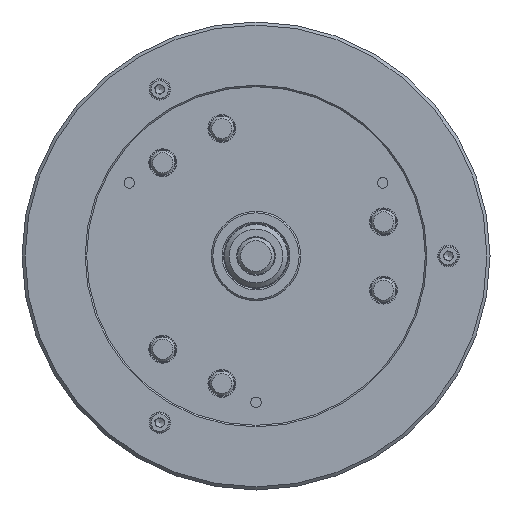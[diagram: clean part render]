
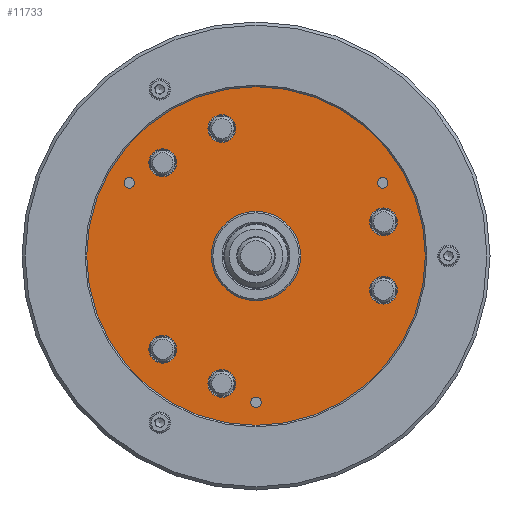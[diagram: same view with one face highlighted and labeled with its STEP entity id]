
A CAD part, left-side view. The second image highlights one B-rep face of the part: STEP entity #11733.
In plain terms, the highlighted planar face has unit normal (-1, 0, 0).
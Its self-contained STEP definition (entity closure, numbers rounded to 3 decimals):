
#148 = DIRECTION ( 'NONE',  ( 0., 0., 1. ) ) ;
#327 = CARTESIAN_POINT ( 'NONE',  ( 5., 82.272, 47.5 ) ) ;
#416 = AXIS2_PLACEMENT_3D ( 'NONE', #13558, #482, #3442 ) ;
#482 = DIRECTION ( 'NONE',  ( -1., 0., 0. ) ) ;
#532 = EDGE_CURVE ( 'NONE', #13003, #13003, #9243, .T. ) ;
#559 = AXIS2_PLACEMENT_3D ( 'NONE', #327, #2400, #10810 ) ;
#702 = VERTEX_POINT ( 'NONE', #6966 ) ;
#774 = CARTESIAN_POINT ( 'NONE',  ( 5., 0., -95. ) ) ;
#791 = EDGE_CURVE ( 'NONE', #7558, #7558, #11977, .T. ) ;
#817 = FACE_BOUND ( 'NONE', #12802, .T. ) ;
#839 = VERTEX_POINT ( 'NONE', #5033 ) ;
#1081 = AXIS2_PLACEMENT_3D ( 'NONE', #6742, #10827, #6048 ) ;
#1277 = CARTESIAN_POINT ( 'NONE',  ( 5., -82.78, 31.181 ) ) ;
#1402 = DIRECTION ( 'NONE',  ( -1., 0., 0. ) ) ;
#1406 = ORIENTED_EDGE ( 'NONE', *, *, #532, .F. ) ;
#1674 = VERTEX_POINT ( 'NONE', #1277 ) ;
#1839 = FACE_OUTER_BOUND ( 'NONE', #12895, .T. ) ;
#2232 = DIRECTION ( 'NONE',  ( 0., 0., 1. ) ) ;
#2295 = CARTESIAN_POINT ( 'NONE',  ( 5., 60.599, -60.599 ) ) ;
#2400 = DIRECTION ( 'NONE',  ( -1., 0., 0. ) ) ;
#2717 = EDGE_LOOP ( 'NONE', ( #8579 ) ) ;
#2773 = AXIS2_PLACEMENT_3D ( 'NONE', #11852, #12804, #148 ) ;
#2839 = DIRECTION ( 'NONE',  ( -1., 0., 0. ) ) ;
#2870 = DIRECTION ( 'NONE',  ( -1., 0., 0. ) ) ;
#2930 = FACE_BOUND ( 'NONE', #4695, .T. ) ;
#3033 = CIRCLE ( 'NONE', #4793, 29. ) ;
#3348 = CARTESIAN_POINT ( 'NONE',  ( 5., 60.599, 69.599 ) ) ;
#3352 = CIRCLE ( 'NONE', #11064, 9. ) ;
#3442 = DIRECTION ( 'NONE',  ( 0., 0., 1. ) ) ;
#3489 = ORIENTED_EDGE ( 'NONE', *, *, #12316, .T. ) ;
#3695 = ORIENTED_EDGE ( 'NONE', *, *, #3828, .F. ) ;
#3718 = DIRECTION ( 'NONE',  ( 1., 0., 0. ) ) ;
#3828 = EDGE_CURVE ( 'NONE', #839, #839, #10500, .T. ) ;
#3980 = FACE_BOUND ( 'NONE', #8114, .T. ) ;
#4200 = AXIS2_PLACEMENT_3D ( 'NONE', #774, #4968, #9193 ) ;
#4309 = AXIS2_PLACEMENT_3D ( 'NONE', #12172, #3718, #8977 ) ;
#4356 = CARTESIAN_POINT ( 'NONE',  ( 5., 0., 0. ) ) ;
#4358 = EDGE_LOOP ( 'NONE', ( #10917 ) ) ;
#4511 = ORIENTED_EDGE ( 'NONE', *, *, #10299, .F. ) ;
#4515 = AXIS2_PLACEMENT_3D ( 'NONE', #9307, #11366, #6107 ) ;
#4695 = EDGE_LOOP ( 'NONE', ( #8141 ) ) ;
#4793 = AXIS2_PLACEMENT_3D ( 'NONE', #4356, #8573, #12752 ) ;
#4911 = EDGE_CURVE ( 'NONE', #8686, #8686, #8621, .T. ) ;
#4968 = DIRECTION ( 'NONE',  ( -1., 0., 0. ) ) ;
#5009 = FACE_BOUND ( 'NONE', #2717, .T. ) ;
#5033 = CARTESIAN_POINT ( 'NONE',  ( 5., -82.272, 50.9 ) ) ;
#5261 = CIRCLE ( 'NONE', #416, 9. ) ;
#5438 = AXIS2_PLACEMENT_3D ( 'NONE', #7067, #2870, #12315 ) ;
#5605 = DIRECTION ( 'NONE',  ( 0., 0., 1. ) ) ;
#5701 = CARTESIAN_POINT ( 'NONE',  ( 5., 0., -110. ) ) ;
#5815 = VERTEX_POINT ( 'NONE', #10041 ) ;
#5920 = EDGE_LOOP ( 'NONE', ( #3489 ) ) ;
#6027 = FACE_BOUND ( 'NONE', #5920, .T. ) ;
#6048 = DIRECTION ( 'NONE',  ( 0., 0., 1. ) ) ;
#6107 = DIRECTION ( 'NONE',  ( 0., 0., 1. ) ) ;
#6149 = EDGE_CURVE ( 'NONE', #702, #702, #10057, .T. ) ;
#6299 = EDGE_CURVE ( 'NONE', #11176, #11176, #7179, .T. ) ;
#6354 = EDGE_CURVE ( 'NONE', #9914, #9914, #11985, .T. ) ;
#6556 = ORIENTED_EDGE ( 'NONE', *, *, #791, .F. ) ;
#6735 = EDGE_LOOP ( 'NONE', ( #3695 ) ) ;
#6742 = CARTESIAN_POINT ( 'NONE',  ( 5., -82.78, 22.181 ) ) ;
#6966 = CARTESIAN_POINT ( 'NONE',  ( 5., 82.272, 50.9 ) ) ;
#7067 = CARTESIAN_POINT ( 'NONE',  ( 5., 110., 0. ) ) ;
#7179 = CIRCLE ( 'NONE', #4515, 9. ) ;
#7412 = EDGE_CURVE ( 'NONE', #11089, #11089, #5261, .T. ) ;
#7464 = AXIS2_PLACEMENT_3D ( 'NONE', #10852, #1402, #5605 ) ;
#7472 = CARTESIAN_POINT ( 'NONE',  ( 5., 60.599, 60.599 ) ) ;
#7558 = VERTEX_POINT ( 'NONE', #3348 ) ;
#8048 = EDGE_CURVE ( 'NONE', #1674, #1674, #10111, .T. ) ;
#8067 = EDGE_LOOP ( 'NONE', ( #12964 ) ) ;
#8114 = EDGE_LOOP ( 'NONE', ( #13366 ) ) ;
#8141 = ORIENTED_EDGE ( 'NONE', *, *, #4911, .F. ) ;
#8184 = FACE_BOUND ( 'NONE', #11071, .T. ) ;
#8573 = DIRECTION ( 'NONE',  ( 1., 0., 0. ) ) ;
#8579 = ORIENTED_EDGE ( 'NONE', *, *, #6149, .F. ) ;
#8621 = CIRCLE ( 'NONE', #4200, 3.4 ) ;
#8686 = VERTEX_POINT ( 'NONE', #12870 ) ;
#8909 = AXIS2_PLACEMENT_3D ( 'NONE', #7472, #11674, #2232 ) ;
#8977 = DIRECTION ( 'NONE',  ( 0., 0., -1. ) ) ;
#9036 = CARTESIAN_POINT ( 'NONE',  ( 5., -82.78, -13.181 ) ) ;
#9120 = CARTESIAN_POINT ( 'NONE',  ( 5., 22.181, -73.78 ) ) ;
#9193 = DIRECTION ( 'NONE',  ( 0., 0., 1. ) ) ;
#9233 = FACE_BOUND ( 'NONE', #4358, .T. ) ;
#9243 = CIRCLE ( 'NONE', #7464, 9. ) ;
#9307 = CARTESIAN_POINT ( 'NONE',  ( 5., 22.181, -82.78 ) ) ;
#9914 = VERTEX_POINT ( 'NONE', #5701 ) ;
#10041 = CARTESIAN_POINT ( 'NONE',  ( 5., 60.599, -51.599 ) ) ;
#10057 = CIRCLE ( 'NONE', #559, 3.4 ) ;
#10111 = CIRCLE ( 'NONE', #1081, 9. ) ;
#10267 = FACE_BOUND ( 'NONE', #13432, .T. ) ;
#10299 = EDGE_CURVE ( 'NONE', #5815, #5815, #3352, .T. ) ;
#10500 = CIRCLE ( 'NONE', #2773, 3.4 ) ;
#10810 = DIRECTION ( 'NONE',  ( 0., 0., 1. ) ) ;
#10827 = DIRECTION ( 'NONE',  ( -1., 0., 0. ) ) ;
#10852 = CARTESIAN_POINT ( 'NONE',  ( 5., 22.181, 82.78 ) ) ;
#10917 = ORIENTED_EDGE ( 'NONE', *, *, #8048, .F. ) ;
#11064 = AXIS2_PLACEMENT_3D ( 'NONE', #2295, #2839, #13443 ) ;
#11071 = EDGE_LOOP ( 'NONE', ( #4511 ) ) ;
#11089 = VERTEX_POINT ( 'NONE', #9036 ) ;
#11176 = VERTEX_POINT ( 'NONE', #9120 ) ;
#11283 = PLANE ( 'NONE',  #5438 ) ;
#11366 = DIRECTION ( 'NONE',  ( -1., 0., 0. ) ) ;
#11507 = CARTESIAN_POINT ( 'NONE',  ( 5., 22.181, 91.78 ) ) ;
#11633 = VERTEX_POINT ( 'NONE', #11833 ) ;
#11674 = DIRECTION ( 'NONE',  ( -1., 0., 0. ) ) ;
#11733 = ADVANCED_FACE ( 'NONE', ( #2930, #12379, #8184, #3980, #13412, #9233, #5009, #817, #10267, #6027, #1839 ), #11283, .T. ) ;
#11831 = ORIENTED_EDGE ( 'NONE', *, *, #6354, .F. ) ;
#11833 = CARTESIAN_POINT ( 'NONE',  ( 5., 0., -29. ) ) ;
#11852 = CARTESIAN_POINT ( 'NONE',  ( 5., -82.272, 47.5 ) ) ;
#11977 = CIRCLE ( 'NONE', #8909, 9. ) ;
#11985 = CIRCLE ( 'NONE', #4309, 110. ) ;
#12172 = CARTESIAN_POINT ( 'NONE',  ( 5., 0., 0. ) ) ;
#12315 = DIRECTION ( 'NONE',  ( 0., 0., 1. ) ) ;
#12316 = EDGE_CURVE ( 'NONE', #11633, #11633, #3033, .T. ) ;
#12379 = FACE_BOUND ( 'NONE', #6735, .T. ) ;
#12752 = DIRECTION ( 'NONE',  ( 0., 0., -1. ) ) ;
#12802 = EDGE_LOOP ( 'NONE', ( #1406 ) ) ;
#12804 = DIRECTION ( 'NONE',  ( -1., 0., 0. ) ) ;
#12870 = CARTESIAN_POINT ( 'NONE',  ( 5., 0., -91.6 ) ) ;
#12895 = EDGE_LOOP ( 'NONE', ( #11831 ) ) ;
#12964 = ORIENTED_EDGE ( 'NONE', *, *, #7412, .F. ) ;
#13003 = VERTEX_POINT ( 'NONE', #11507 ) ;
#13366 = ORIENTED_EDGE ( 'NONE', *, *, #6299, .F. ) ;
#13412 = FACE_BOUND ( 'NONE', #8067, .T. ) ;
#13432 = EDGE_LOOP ( 'NONE', ( #6556 ) ) ;
#13443 = DIRECTION ( 'NONE',  ( 0., 0., 1. ) ) ;
#13558 = CARTESIAN_POINT ( 'NONE',  ( 5., -82.78, -22.181 ) ) ;
